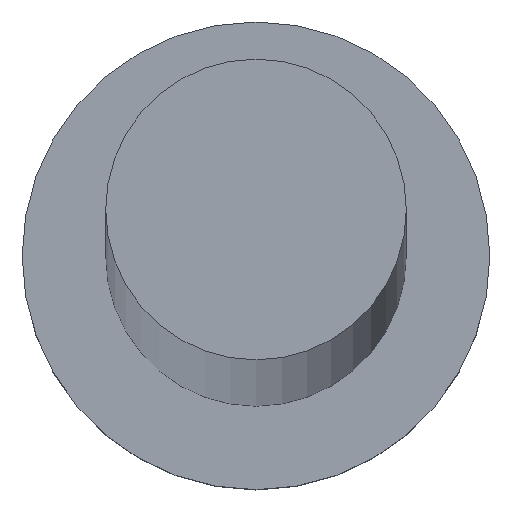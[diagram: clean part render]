
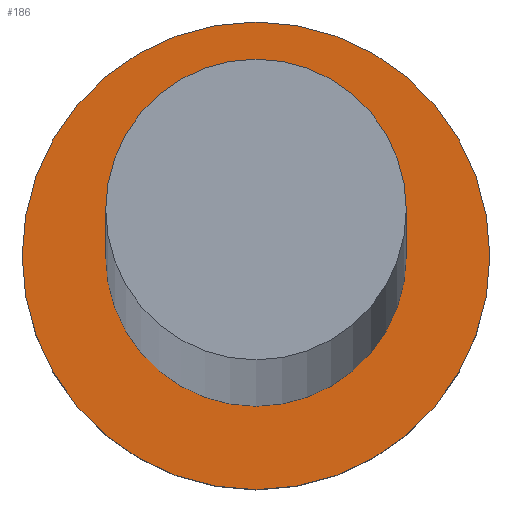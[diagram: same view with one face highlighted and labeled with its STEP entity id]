
A CAD part, top view. The second image highlights one B-rep face of the part: STEP entity #186.
In plain terms, the highlighted planar face has unit normal (0, 0, 1).
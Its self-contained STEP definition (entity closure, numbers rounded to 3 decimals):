
#9 = CARTESIAN_POINT ( 'NONE',  ( 7., 0., 5. ) ) ;
#11 = CARTESIAN_POINT ( 'NONE',  ( 0., 0., 5. ) ) ;
#16 = DIRECTION ( 'NONE',  ( 1., 0., 0. ) ) ;
#20 = EDGE_LOOP ( 'NONE', ( #237, #107 ) ) ;
#26 = DIRECTION ( 'NONE',  ( 0., 0., 1. ) ) ;
#30 = CARTESIAN_POINT ( 'NONE',  ( -7., 0., 5. ) ) ;
#31 = DIRECTION ( 'NONE',  ( 0., 0., 1. ) ) ;
#35 = CARTESIAN_POINT ( 'NONE',  ( 0., 0., 5. ) ) ;
#43 = AXIS2_PLACEMENT_3D ( 'NONE', #35, #197, #64 ) ;
#49 = CIRCLE ( 'NONE', #178, 7. ) ;
#50 = ORIENTED_EDGE ( 'NONE', *, *, #230, .T. ) ;
#57 = AXIS2_PLACEMENT_3D ( 'NONE', #203, #26, #86 ) ;
#62 = CIRCLE ( 'NONE', #205, 4.5 ) ;
#64 = DIRECTION ( 'NONE',  ( 1., 0., 0. ) ) ;
#82 = VERTEX_POINT ( 'NONE', #83 ) ;
#83 = CARTESIAN_POINT ( 'NONE',  ( 4.5, 0., 5. ) ) ;
#84 = DIRECTION ( 'NONE',  ( 0., 0., 1. ) ) ;
#85 = VERTEX_POINT ( 'NONE', #132 ) ;
#86 = DIRECTION ( 'NONE',  ( 1., 0., 0. ) ) ;
#91 = ORIENTED_EDGE ( 'NONE', *, *, #159, .T. ) ;
#92 = EDGE_CURVE ( 'NONE', #85, #82, #121, .T. ) ;
#107 = ORIENTED_EDGE ( 'NONE', *, *, #148, .F. ) ;
#111 = CARTESIAN_POINT ( 'NONE',  ( 0., 0., 5. ) ) ;
#121 = CIRCLE ( 'NONE', #43, 4.5 ) ;
#123 = PLANE ( 'NONE',  #57 ) ;
#132 = CARTESIAN_POINT ( 'NONE',  ( -4.5, 0., 5. ) ) ;
#140 = FACE_BOUND ( 'NONE', #20, .T. ) ;
#141 = VERTEX_POINT ( 'NONE', #9 ) ;
#144 = DIRECTION ( 'NONE',  ( 0., 0., 1. ) ) ;
#148 = EDGE_CURVE ( 'NONE', #82, #85, #62, .T. ) ;
#159 = EDGE_CURVE ( 'NONE', #141, #191, #235, .T. ) ;
#164 = DIRECTION ( 'NONE',  ( 1., 0., 0. ) ) ;
#166 = CARTESIAN_POINT ( 'NONE',  ( 0., 0., 5. ) ) ;
#178 = AXIS2_PLACEMENT_3D ( 'NONE', #111, #31, #16 ) ;
#182 = EDGE_LOOP ( 'NONE', ( #50, #91 ) ) ;
#186 = ADVANCED_FACE ( 'NONE', ( #140, #221 ), #123, .T. ) ;
#191 = VERTEX_POINT ( 'NONE', #30 ) ;
#197 = DIRECTION ( 'NONE',  ( 0., 0., 1. ) ) ;
#203 = CARTESIAN_POINT ( 'NONE',  ( 0., 0., 5. ) ) ;
#205 = AXIS2_PLACEMENT_3D ( 'NONE', #166, #144, #225 ) ;
#221 = FACE_OUTER_BOUND ( 'NONE', #182, .T. ) ;
#223 = AXIS2_PLACEMENT_3D ( 'NONE', #11, #84, #164 ) ;
#225 = DIRECTION ( 'NONE',  ( 1., 0., 0. ) ) ;
#230 = EDGE_CURVE ( 'NONE', #191, #141, #49, .T. ) ;
#235 = CIRCLE ( 'NONE', #223, 7. ) ;
#237 = ORIENTED_EDGE ( 'NONE', *, *, #92, .F. ) ;
